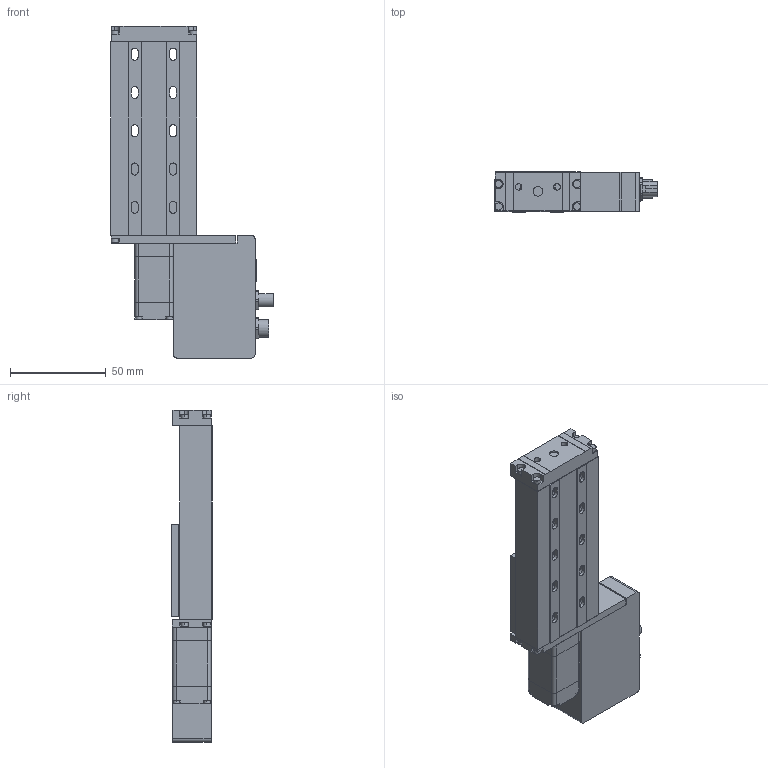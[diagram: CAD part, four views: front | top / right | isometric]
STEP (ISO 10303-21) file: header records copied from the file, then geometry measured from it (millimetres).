
FILE_DESCRIPTION (( 'STEP AP203' ), '1' );
FILE_NAME ('X-LSM050x-S.step', '2023-05-17T23:36:53', ( '' ), ( '' ), 'SwSTEP 2.0', 'SolidWorks 2019', '' );
FILE_SCHEMA (( 'CONFIG_CONTROL_DESIGN' ));
Length unit declared in the file: millimetre
Products named in the file (4): NMS08_motor^LSM_X-LSM-S; X-LSM050x-S; LSM_base^LSM_X-LSM050; LSM_carriage^LSM_LSM
Assembly tree (3 placements, depth 2):
  X-LSM050x-S
    NMS08_motor^LSM_X-LSM-S
    LSM_base^LSM_X-LSM050
    LSM_carriage^LSM_LSM
Bounding box: 84.81 x 21 x 173.4 mm (x, y, z)
Volume: 129612.7 mm3; surface area: 56507.6 mm2
Topology: 33 solids, 33 shells, 668 faces, 1646 edges, 1092 vertices
Faces by surface type: plane 374, cylinder 288, torus 4, cone 2
Entity records: 20408 total; most frequent: DIRECTION 3582, CARTESIAN_POINT 3424, ORIENTED_EDGE 3292, EDGE_CURVE 1646, AXIS2_PLACEMENT_3D 1266, VERTEX_POINT 1092, VECTOR 1050, LINE 1050
